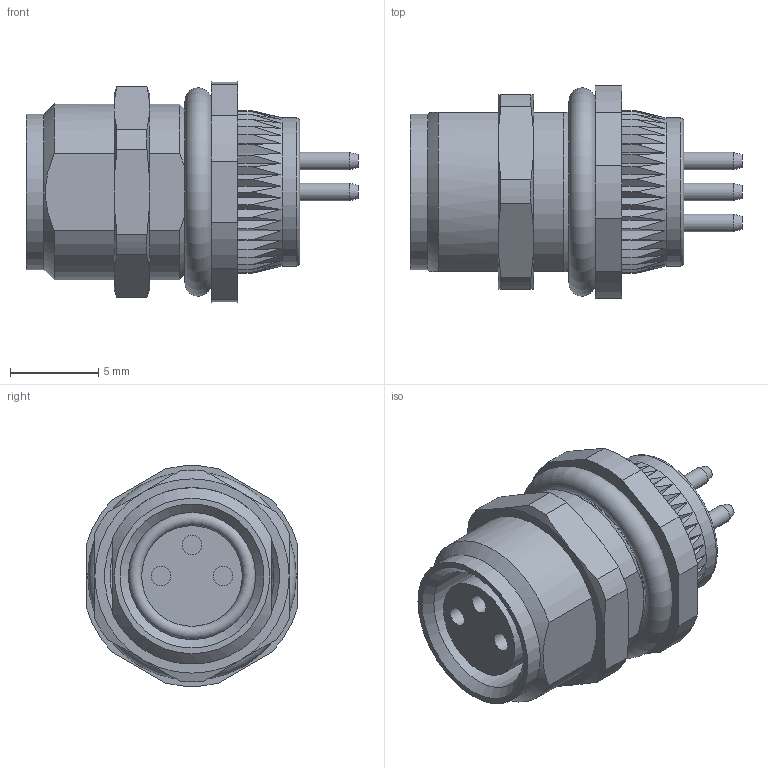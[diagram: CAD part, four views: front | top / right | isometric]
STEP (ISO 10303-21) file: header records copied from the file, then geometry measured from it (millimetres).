
FILE_DESCRIPTION(/* description */ (''),/* implementation_level */ '2;1');
FILE_NAME(/* name */ 'AL-FHM8KUA3P_M10_stp.stp',/* time_stamp */ '2016-11-23T13:53:52+01:00',/* author */ (''),/* organization */ (''),/* preprocessor_version */ 'ST-DEVELOPER v16',/* originating_system */ 'SIEMENS PLM Software NX 10.0',/* authorisation */ '');
FILE_SCHEMA (('AUTOMOTIVE_DESIGN { 1 0 10303 214 3 1 1 1 }'));
Length unit declared in the file: millimetre
Products named in the file (1): osen076813A039jm
Bounding box: 18.8 x 12 x 12.46 mm (x, y, z)
Volume: 1161.7 mm3; surface area: 1264 mm2
Topology: 3 solids, 3 shells, 165 faces, 447 edges, 292 vertices
Faces by surface type: plane 108, cylinder 29, cone 23, torus 5
Full cylindrical faces by diameter (mm): 1 x3, 1.1 x3, 5.7 x1, 7.2 x1, 8.4 x1, 8.8 x2
Entity records: 5107 total; most frequent: CARTESIAN_POINT 1218, ORIENTED_EDGE 826, DIRECTION 710, EDGE_CURVE 413, VERTEX_POINT 283, AXIS2_PLACEMENT_3D 247, LINE 216, VECTOR 216
